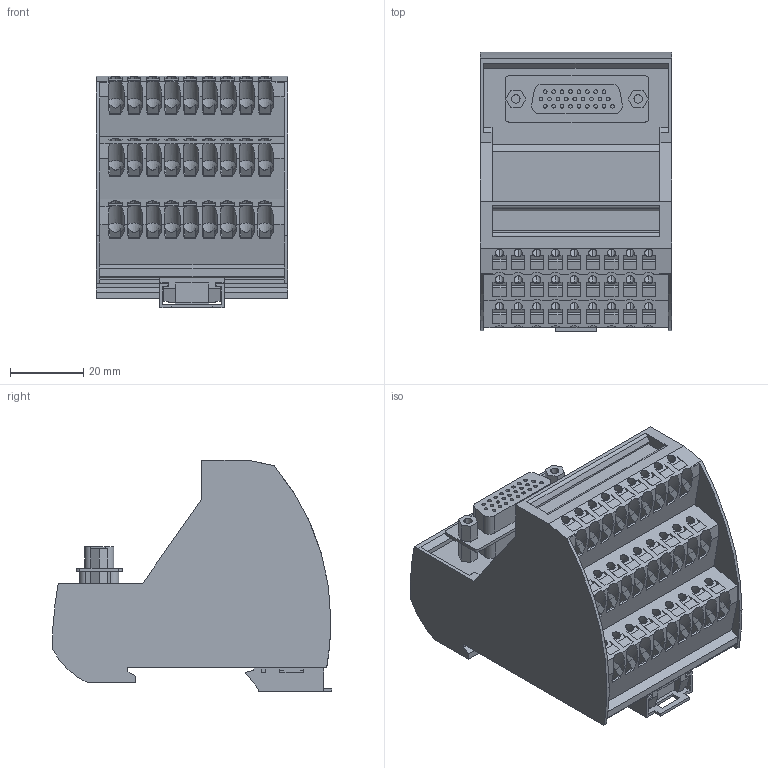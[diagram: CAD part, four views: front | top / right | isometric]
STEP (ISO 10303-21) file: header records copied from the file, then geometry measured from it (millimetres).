
FILE_DESCRIPTION(('Creo Elements/Direct Modeling STEP Export'),'2;1');
FILE_NAME('model.stp','2023-03-22T15:10:13',(''),(''),'Creo Elements/Direct Modeling STEP processor for AP214 (Solid Model)','Creo Elements/Direct Modeling 20.1D 10-Oct-2020 (C) Parametric Technology GmbH','');
FILE_SCHEMA(('AUTOMOTIVE_DESIGN { 1 0 10303 214 1 1 1 1 }'));
Length unit declared in the file: millimetre
Products named in the file (2): VIP_3_PT_HD26SUB_F-select
Assembly tree (1 placements, depth 2):
  VIP_3_PT_HD26SUB_F-select
    VIP_3_PT_HD26SUB_F-select
Bounding box: 52.02 x 76.05 x 63.02 mm (x, y, z)
Volume: 125502.1 mm3; surface area: 32241.9 mm2
Topology: 1 solids, 1 shells, 1265 faces, 3547 edges, 2333 vertices
Faces by surface type: plane 1053, cylinder 185, cone 27
Entity records: 51115 total; most frequent: CARTESIAN_POINT 9133, ORIENTED_EDGE 7094, DIRECTION 5864, EDGE_CURVE 3547, VECTOR 2876, LINE 2876, VERTEX_POINT 2333, AXIS2_PLACEMENT_3D 1494
